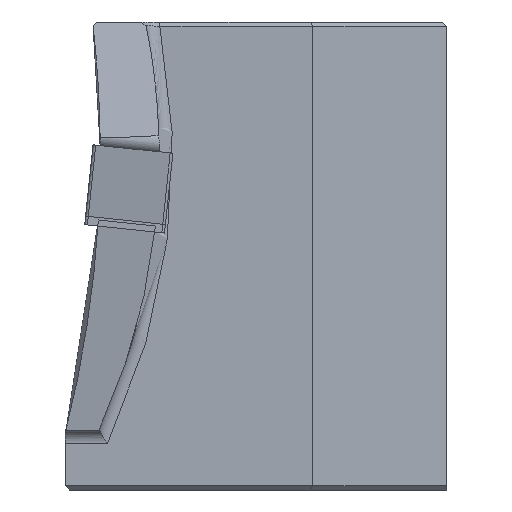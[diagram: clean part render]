
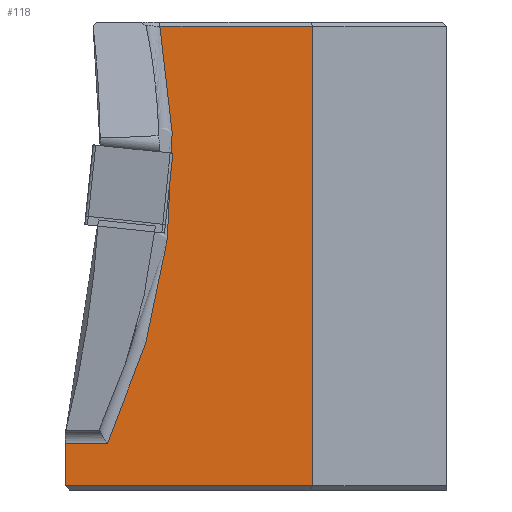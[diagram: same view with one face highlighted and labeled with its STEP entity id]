
A CAD part, left-side view. The second image highlights one B-rep face of the part: STEP entity #118.
In plain terms, the highlighted planar face has unit normal (-1, 0, 0).
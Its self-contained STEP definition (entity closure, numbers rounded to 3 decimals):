
#81=CIRCLE('',#1123,50.);
#118=ADVANCED_FACE('',(#216),#166,.F.);
#166=PLANE('',#1124);
#216=FACE_OUTER_BOUND('',#272,.T.);
#272=EDGE_LOOP('',(#508,#509,#510,#511,#512,#513));
#508=ORIENTED_EDGE('',*,*,#781,.T.);
#509=ORIENTED_EDGE('',*,*,#815,.T.);
#510=ORIENTED_EDGE('',*,*,#816,.T.);
#511=ORIENTED_EDGE('',*,*,#817,.T.);
#512=ORIENTED_EDGE('',*,*,#818,.T.);
#513=ORIENTED_EDGE('',*,*,#819,.T.);
#665=VERTEX_POINT('',#1599);
#666=VERTEX_POINT('',#1601);
#689=VERTEX_POINT('',#1697);
#690=VERTEX_POINT('',#1699);
#691=VERTEX_POINT('',#1701);
#692=VERTEX_POINT('',#1703);
#781=EDGE_CURVE('',#666,#665,#912,.T.);
#815=EDGE_CURVE('',#665,#689,#934,.T.);
#816=EDGE_CURVE('',#689,#690,#935,.T.);
#817=EDGE_CURVE('',#690,#691,#936,.T.);
#818=EDGE_CURVE('',#691,#692,#81,.T.);
#819=EDGE_CURVE('',#692,#666,#937,.T.);
#912=LINE('',#1600,#1022);
#934=LINE('',#1696,#1044);
#935=LINE('',#1698,#1045);
#936=LINE('',#1700,#1046);
#937=LINE('',#1704,#1047);
#1022=VECTOR('',#1297,1.);
#1044=VECTOR('',#1355,1.);
#1045=VECTOR('',#1356,1.);
#1046=VECTOR('',#1357,1.);
#1047=VECTOR('',#1360,1.);
#1123=AXIS2_PLACEMENT_3D('',#1702,#1358,#1359);
#1124=AXIS2_PLACEMENT_3D('',#1705,#1361,#1362);
#1297=DIRECTION('',(0.,0.,-1.));
#1355=DIRECTION('',(0.,-1.,0.));
#1356=DIRECTION('',(0.,0.,1.));
#1357=DIRECTION('',(0.,1.,0.));
#1358=DIRECTION('',(1.,0.,0.));
#1359=DIRECTION('',(0.,0.,-1.));
#1360=DIRECTION('',(0.,1.,0.));
#1361=DIRECTION('',(1.,0.,0.));
#1362=DIRECTION('',(0.,0.,-1.));
#1599=CARTESIAN_POINT('',(33.,3.5,-24.7));
#1600=CARTESIAN_POINT('',(33.,3.5,-20.52));
#1601=CARTESIAN_POINT('',(33.,3.5,-21.52));
#1696=CARTESIAN_POINT('',(33.,45.49,-24.7));
#1697=CARTESIAN_POINT('',(33.,-15.,-24.7));
#1698=CARTESIAN_POINT('',(33.,-15.,10.));
#1699=CARTESIAN_POINT('',(33.,-15.,9.7));
#1700=CARTESIAN_POINT('',(33.,45.49,9.7));
#1701=CARTESIAN_POINT('',(33.,-3.56,9.7));
#1702=CARTESIAN_POINT('',(33.,45.49,0.));
#1703=CARTESIAN_POINT('',(33.,0.358,-21.52));
#1704=CARTESIAN_POINT('',(33.,3.464,-21.52));
#1705=CARTESIAN_POINT('',(33.,45.49,0.));
